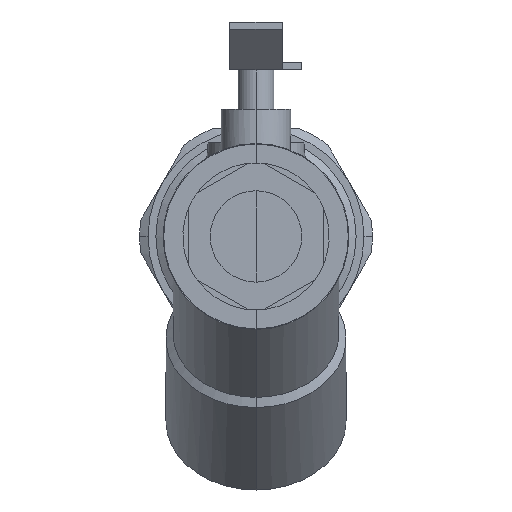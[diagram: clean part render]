
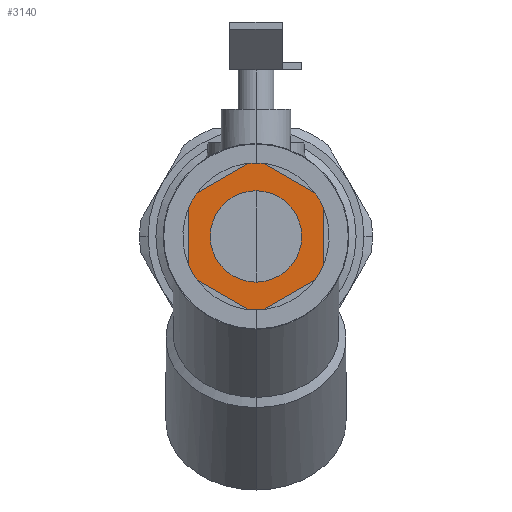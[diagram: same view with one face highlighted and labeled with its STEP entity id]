
A CAD part, left-side view. The second image highlights one B-rep face of the part: STEP entity #3140.
In plain terms, the highlighted planar face has unit normal (-1, 0, 0).
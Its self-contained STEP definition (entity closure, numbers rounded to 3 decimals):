
#39=FACE_BOUND($,#615,.T.);
#423=FACE_OUTER_BOUND($,#614,.T.);
#614=EDGE_LOOP($,(#2640,#2641,#2642,#2643,#2644,#2645,#2646,#2647,#2648,
#2649,#2650,#2651));
#615=EDGE_LOOP($,(#2652,#2653));
#745=CIRCLE($,#3424,19.05);
#747=CIRCLE($,#3427,19.05);
#749=CIRCLE($,#3433,30.5);
#751=CIRCLE($,#3437,30.5);
#753=CIRCLE($,#3441,30.5);
#755=CIRCLE($,#3445,30.5);
#757=CIRCLE($,#3449,30.5);
#759=CIRCLE($,#3453,30.5);
#926=LINE($,#6128,#1141);
#931=LINE($,#6141,#1146);
#935=LINE($,#6153,#1150);
#939=LINE($,#6165,#1154);
#943=LINE($,#6177,#1158);
#947=LINE($,#6189,#1162);
#1141=VECTOR($,#4132,24.187);
#1146=VECTOR($,#4145,24.187);
#1150=VECTOR($,#4157,24.187);
#1154=VECTOR($,#4169,24.187);
#1158=VECTOR($,#4181,24.187);
#1162=VECTOR($,#4193,24.187);
#1412=VERTEX_POINT($,#6108);
#1413=VERTEX_POINT($,#6110);
#1417=VERTEX_POINT($,#6125);
#1418=VERTEX_POINT($,#6127);
#1420=VERTEX_POINT($,#6133);
#1422=VERTEX_POINT($,#6139);
#1424=VERTEX_POINT($,#6145);
#1426=VERTEX_POINT($,#6151);
#1428=VERTEX_POINT($,#6157);
#1430=VERTEX_POINT($,#6163);
#1432=VERTEX_POINT($,#6169);
#1434=VERTEX_POINT($,#6175);
#1436=VERTEX_POINT($,#6181);
#1438=VERTEX_POINT($,#6187);
#1817=EDGE_CURVE($,#1413,#1412,#745,.T.);
#1820=EDGE_CURVE($,#1412,#1413,#747,.T.);
#1825=EDGE_CURVE($,#1418,#1417,#926,.T.);
#1829=EDGE_CURVE($,#1417,#1420,#749,.T.);
#1832=EDGE_CURVE($,#1420,#1422,#931,.T.);
#1835=EDGE_CURVE($,#1422,#1424,#751,.T.);
#1838=EDGE_CURVE($,#1424,#1426,#935,.T.);
#1841=EDGE_CURVE($,#1426,#1428,#753,.T.);
#1844=EDGE_CURVE($,#1428,#1430,#939,.T.);
#1847=EDGE_CURVE($,#1430,#1432,#755,.T.);
#1850=EDGE_CURVE($,#1432,#1434,#943,.T.);
#1853=EDGE_CURVE($,#1434,#1436,#757,.T.);
#1856=EDGE_CURVE($,#1436,#1438,#947,.T.);
#1858=EDGE_CURVE($,#1438,#1418,#759,.T.);
#2640=ORIENTED_EDGE($,*,*,#1825,.T.);
#2641=ORIENTED_EDGE($,*,*,#1829,.T.);
#2642=ORIENTED_EDGE($,*,*,#1832,.T.);
#2643=ORIENTED_EDGE($,*,*,#1835,.T.);
#2644=ORIENTED_EDGE($,*,*,#1838,.T.);
#2645=ORIENTED_EDGE($,*,*,#1841,.T.);
#2646=ORIENTED_EDGE($,*,*,#1844,.T.);
#2647=ORIENTED_EDGE($,*,*,#1847,.T.);
#2648=ORIENTED_EDGE($,*,*,#1850,.T.);
#2649=ORIENTED_EDGE($,*,*,#1853,.T.);
#2650=ORIENTED_EDGE($,*,*,#1856,.T.);
#2651=ORIENTED_EDGE($,*,*,#1858,.T.);
#2652=ORIENTED_EDGE($,*,*,#1820,.T.);
#2653=ORIENTED_EDGE($,*,*,#1817,.T.);
#2974=PLANE($,#3454);
#3140=ADVANCED_FACE($,(#423,#39),#2974,.T.);
#3424=AXIS2_PLACEMENT_3D($,#6111,#4113,#4114);
#3427=AXIS2_PLACEMENT_3D($,#6115,#4120,#4121);
#3433=AXIS2_PLACEMENT_3D($,#6135,#4139,#4140);
#3437=AXIS2_PLACEMENT_3D($,#6147,#4151,#4152);
#3441=AXIS2_PLACEMENT_3D($,#6159,#4163,#4164);
#3445=AXIS2_PLACEMENT_3D($,#6171,#4175,#4176);
#3449=AXIS2_PLACEMENT_3D($,#6183,#4187,#4188);
#3453=AXIS2_PLACEMENT_3D($,#6192,#4198,#4199);
#3454=AXIS2_PLACEMENT_3D($,#6193,#4200,#4201);
#4113=DIRECTION('center_axis',(1.,0.,0.));
#4114=DIRECTION('ref_axis',(0.,0.,1.));
#4120=DIRECTION('center_axis',(1.,0.,0.));
#4121=DIRECTION('ref_axis',(0.,0.,1.));
#4132=DIRECTION($,(0.,-0.866,0.5));
#4139=DIRECTION('center_axis',(-1.,0.,0.));
#4140=DIRECTION('ref_axis',(0.,-1.,0.));
#4145=DIRECTION($,(0.,0.,1.));
#4151=DIRECTION('center_axis',(-1.,0.,0.));
#4152=DIRECTION('ref_axis',(0.,-1.,0.));
#4157=DIRECTION($,(0.,0.866,0.5));
#4163=DIRECTION('center_axis',(-1.,0.,0.));
#4164=DIRECTION('ref_axis',(0.,-1.,0.));
#4169=DIRECTION($,(0.,0.866,-0.5));
#4175=DIRECTION('center_axis',(-1.,0.,0.));
#4176=DIRECTION('ref_axis',(0.,-1.,0.));
#4181=DIRECTION($,(0.,0.,-1.));
#4187=DIRECTION('center_axis',(-1.,0.,0.));
#4188=DIRECTION('ref_axis',(0.,-1.,0.));
#4193=DIRECTION($,(0.,-0.866,-0.5));
#4198=DIRECTION('center_axis',(-1.,0.,0.));
#4199=DIRECTION('ref_axis',(0.,-1.,0.));
#4200=DIRECTION('center_axis',(-1.,0.,0.));
#4201=DIRECTION('ref_axis',(0.,0.,1.));
#6108=CARTESIAN_POINT('',(-95.854,0.,-19.05));
#6110=CARTESIAN_POINT('',(-95.854,0.,19.05));
#6111=CARTESIAN_POINT('Origin',(-95.854,0.,
0.));
#6115=CARTESIAN_POINT('Origin',(-95.854,0.,
0.));
#6125=CARTESIAN_POINT('',(-95.854,-24.473,-18.202));
#6127=CARTESIAN_POINT('',(-95.854,-3.527,-30.295));
#6128=CARTESIAN_POINT($,(-95.854,-3.527,-30.295));
#6133=CARTESIAN_POINT('',(-95.854,-28.,-12.093));
#6135=CARTESIAN_POINT('Origin',(-95.854,0.,
0.));
#6139=CARTESIAN_POINT('',(-95.854,-28.,12.093));
#6141=CARTESIAN_POINT($,(-95.854,-28.,-12.093));
#6145=CARTESIAN_POINT('',(-95.854,-24.473,18.202));
#6147=CARTESIAN_POINT('Origin',(-95.854,0.,
0.));
#6151=CARTESIAN_POINT('',(-95.854,-3.527,30.295));
#6153=CARTESIAN_POINT($,(-95.854,-24.473,18.202));
#6157=CARTESIAN_POINT('',(-95.854,3.527,30.295));
#6159=CARTESIAN_POINT('Origin',(-95.854,0.,
0.));
#6163=CARTESIAN_POINT('',(-95.854,24.473,18.202));
#6165=CARTESIAN_POINT($,(-95.854,3.527,30.295));
#6169=CARTESIAN_POINT('',(-95.854,28.,12.093));
#6171=CARTESIAN_POINT('Origin',(-95.854,0.,
0.));
#6175=CARTESIAN_POINT('',(-95.854,28.,-12.093));
#6177=CARTESIAN_POINT($,(-95.854,28.,12.093));
#6181=CARTESIAN_POINT('',(-95.854,24.473,-18.202));
#6183=CARTESIAN_POINT('Origin',(-95.854,0.,
0.));
#6187=CARTESIAN_POINT('',(-95.854,3.527,-30.295));
#6189=CARTESIAN_POINT($,(-95.854,24.473,-18.202));
#6192=CARTESIAN_POINT('Origin',(-95.854,0.,
0.));
#6193=CARTESIAN_POINT('Origin',(-95.854,-30.5,0.));
